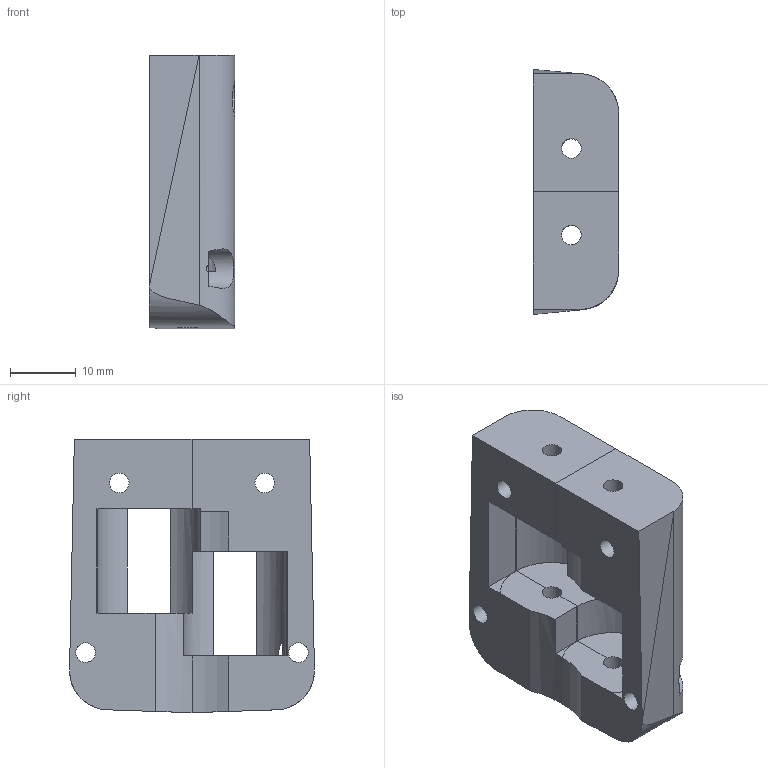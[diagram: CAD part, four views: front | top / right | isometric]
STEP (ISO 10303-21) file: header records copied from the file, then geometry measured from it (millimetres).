
FILE_DESCRIPTION(('FreeCAD Model'),'2;1');
FILE_NAME('Open CASCADE Shape Model','2022-11-21T15:07:07',(''),(''), 'Open CASCADE STEP processor 7.5','FreeCAD','Unknown');
FILE_SCHEMA(('AUTOMOTIVE_DESIGN { 1 0 10303 214 1 1 1 1 }'));
Length unit declared in the file: millimetre
Products named in the file (1): house_cap
Bounding box: 13 x 37.38 x 41.73 mm (x, y, z)
Volume: 11821 mm3; surface area: 6414.5 mm2
Topology: 1 solids, 1 shells, 74 faces, 206 edges, 126 vertices
Faces by surface type: plane 49, cylinder 25
Full cylindrical faces by diameter (mm): 3 x8, 6 x4
Entity records: 6508 total; most frequent: CARTESIAN_POINT 2402, DIRECTION 768, LINE 417, VECTOR 417, ORIENTED_EDGE 412, PCURVE 412, DEFINITIONAL_REPRESENTATION 412, EDGE_CURVE 206
